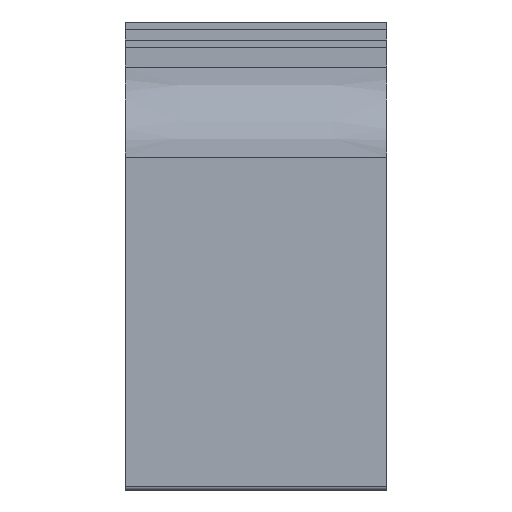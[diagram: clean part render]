
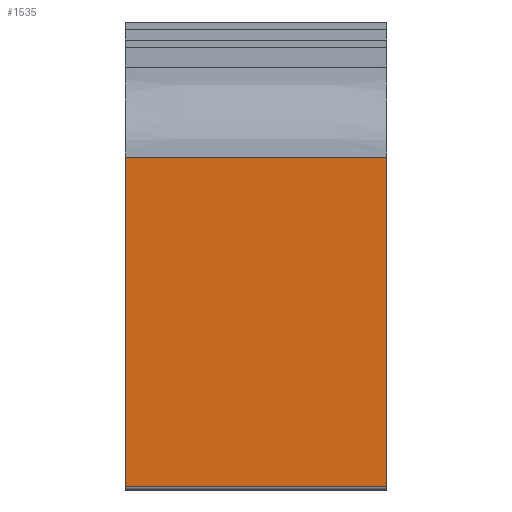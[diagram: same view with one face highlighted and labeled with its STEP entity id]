
A CAD part, left-side view. The second image highlights one B-rep face of the part: STEP entity #1535.
In plain terms, the highlighted planar face has unit normal (-1, 0, -0.006).
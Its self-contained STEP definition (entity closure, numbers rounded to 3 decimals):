
#1508=AXIS2_PLACEMENT_3D('Plane Axis2P3D',#1505,#1506,#1507) ;
#1480=CARTESIAN_POINT('Vertex',(-18.643,58.,-91.)) ;
#1483=CARTESIAN_POINT('Line Origine',(-18.643,29.,-91.)) ;
#1487=CARTESIAN_POINT('Vertex',(-18.643,0.,-91.)) ;
#1505=CARTESIAN_POINT('Axis2P3D Location',(-18.643,0.,-91.)) ;
#1510=CARTESIAN_POINT('Line Origine',(-18.423,58.,-127.55)) ;
#1514=CARTESIAN_POINT('Vertex',(-18.204,58.,-164.1)) ;
#1517=CARTESIAN_POINT('Line Origine',(-18.204,29.,-164.1)) ;
#1521=CARTESIAN_POINT('Vertex',(-18.204,0.,-164.1)) ;
#1524=CARTESIAN_POINT('Line Origine',(-18.423,0.,-127.55)) ;
#1484=DIRECTION('Vector Direction',(0.,1.,0.)) ;
#1506=DIRECTION('Axis2P3D Direction',(1.,-0.,0.006)) ;
#1507=DIRECTION('Axis2P3D XDirection',(0.006,0.,-1.)) ;
#1511=DIRECTION('Vector Direction',(0.006,0.,-1.)) ;
#1518=DIRECTION('Vector Direction',(0.,1.,0.)) ;
#1525=DIRECTION('Vector Direction',(0.006,0.,-1.)) ;
#1485=VECTOR('Line Direction',#1484,1.) ;
#1512=VECTOR('Line Direction',#1511,1.) ;
#1519=VECTOR('Line Direction',#1518,1.) ;
#1526=VECTOR('Line Direction',#1525,1.) ;
#1530=ORIENTED_EDGE('',*,*,#1516,.T.) ;
#1531=ORIENTED_EDGE('',*,*,#1523,.F.) ;
#1532=ORIENTED_EDGE('',*,*,#1528,.F.) ;
#1533=ORIENTED_EDGE('',*,*,#1489,.T.) ;
#1535=ADVANCED_FACE('Barriere isolanti PS 100mm inferiori',(#1534),#1509,.F.) ;
#1489=EDGE_CURVE('',#1488,#1481,#1486,.T.) ;
#1516=EDGE_CURVE('',#1481,#1515,#1513,.T.) ;
#1523=EDGE_CURVE('',#1522,#1515,#1520,.T.) ;
#1528=EDGE_CURVE('',#1488,#1522,#1527,.T.) ;
#1529=EDGE_LOOP('',(#1530,#1531,#1532,#1533)) ;
#1534=FACE_OUTER_BOUND('',#1529,.T.) ;
#1486=LINE('Line',#1483,#1485) ;
#1513=LINE('Line',#1510,#1512) ;
#1520=LINE('Line',#1517,#1519) ;
#1527=LINE('Line',#1524,#1526) ;
#1509=PLANE('',#1508) ;
#1481=VERTEX_POINT('',#1480) ;
#1488=VERTEX_POINT('',#1487) ;
#1515=VERTEX_POINT('',#1514) ;
#1522=VERTEX_POINT('',#1521) ;
